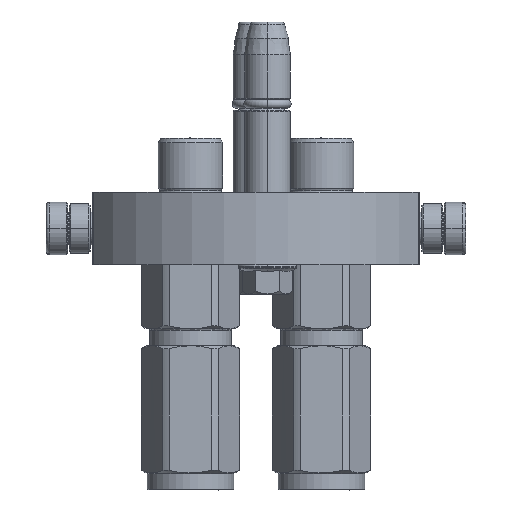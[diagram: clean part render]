
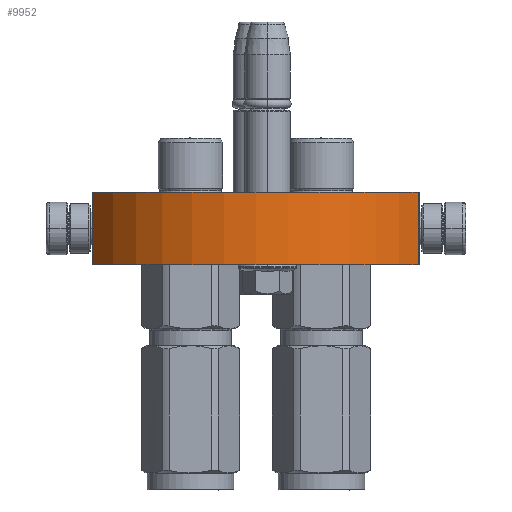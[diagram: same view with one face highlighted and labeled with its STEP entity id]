
A CAD part, left-side view. The second image highlights one B-rep face of the part: STEP entity #9952.
In plain terms, the highlighted cylindrical face has radius 57.25 mm (diameter 114.5 mm), a partial arc.
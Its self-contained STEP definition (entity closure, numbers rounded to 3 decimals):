
#193 = CARTESIAN_POINT ( 'NONE',  ( 49.5, 28.763, 0. ) ) ;
#1302 = CARTESIAN_POINT ( 'NONE',  ( -49.5, 28.763, 22. ) ) ;
#1495 = DIRECTION ( 'NONE',  ( 0., 0., 1. ) ) ;
#2883 = CARTESIAN_POINT ( 'NONE',  ( 49.5, 28.763, 22. ) ) ;
#3806 = AXIS2_PLACEMENT_3D ( 'NONE', #38470, #28436, #11394 ) ;
#4549 = DIRECTION ( 'NONE',  ( 0.865, 0.502, 0. ) ) ;
#4842 = CARTESIAN_POINT ( 'NONE',  ( 0., 0., 22. ) ) ;
#4849 = VERTEX_POINT ( 'NONE', #1302 ) ;
#5193 = CARTESIAN_POINT ( 'NONE',  ( 49.5, 28.763, 0. ) ) ;
#5942 = DIRECTION ( 'NONE',  ( 0., 0., 1. ) ) ;
#7579 = VERTEX_POINT ( 'NONE', #193 ) ;
#7768 = ORIENTED_EDGE ( 'NONE', *, *, #43178, .F. ) ;
#9611 = EDGE_CURVE ( 'NONE', #7579, #25354, #36972, .T. ) ;
#9952 = ADVANCED_FACE ( 'NONE', ( #11457 ), #16098, .T. ) ;
#11394 = DIRECTION ( 'NONE',  ( 1., 0., 0. ) ) ;
#11457 = FACE_OUTER_BOUND ( 'NONE', #24018, .T. ) ;
#11928 = EDGE_CURVE ( 'NONE', #25354, #4849, #28431, .T. ) ;
#13027 = DIRECTION ( 'NONE',  ( 0.865, 0.502, 0. ) ) ;
#14747 = ORIENTED_EDGE ( 'NONE', *, *, #18952, .F. ) ;
#16086 = CARTESIAN_POINT ( 'NONE',  ( 0., 0., 0. ) ) ;
#16098 = CYLINDRICAL_SURFACE ( 'NONE', #3806, 57.25 ) ;
#17504 = DIRECTION ( 'NONE',  ( 0., 0., 1. ) ) ;
#18915 = CARTESIAN_POINT ( 'NONE',  ( -49.5, 28.763, 0. ) ) ;
#18952 = EDGE_CURVE ( 'NONE', #7579, #34627, #31249, .T. ) ;
#23447 = ORIENTED_EDGE ( 'NONE', *, *, #11928, .T. ) ;
#24018 = EDGE_LOOP ( 'NONE', ( #33400, #23447, #7768, #14747 ) ) ;
#25354 = VERTEX_POINT ( 'NONE', #41744 ) ;
#28431 = LINE ( 'NONE', #18915, #40893 ) ;
#28436 = DIRECTION ( 'NONE',  ( 0., 0., -1. ) ) ;
#29755 = AXIS2_PLACEMENT_3D ( 'NONE', #16086, #5942, #13027 ) ;
#31249 = LINE ( 'NONE', #5193, #34339 ) ;
#33400 = ORIENTED_EDGE ( 'NONE', *, *, #9611, .T. ) ;
#34339 = VECTOR ( 'NONE', #1495, 1000. ) ;
#34627 = VERTEX_POINT ( 'NONE', #2883 ) ;
#36972 = CIRCLE ( 'NONE', #29755, 57.25 ) ;
#37332 = AXIS2_PLACEMENT_3D ( 'NONE', #4842, #17504, #4549 ) ;
#38470 = CARTESIAN_POINT ( 'NONE',  ( 0., 0., 0. ) ) ;
#40893 = VECTOR ( 'NONE', #42143, 1000. ) ;
#41744 = CARTESIAN_POINT ( 'NONE',  ( -49.5, 28.763, 0. ) ) ;
#42143 = DIRECTION ( 'NONE',  ( 0., 0., 1. ) ) ;
#42190 = CIRCLE ( 'NONE', #37332, 57.25 ) ;
#43178 = EDGE_CURVE ( 'NONE', #34627, #4849, #42190, .T. ) ;
